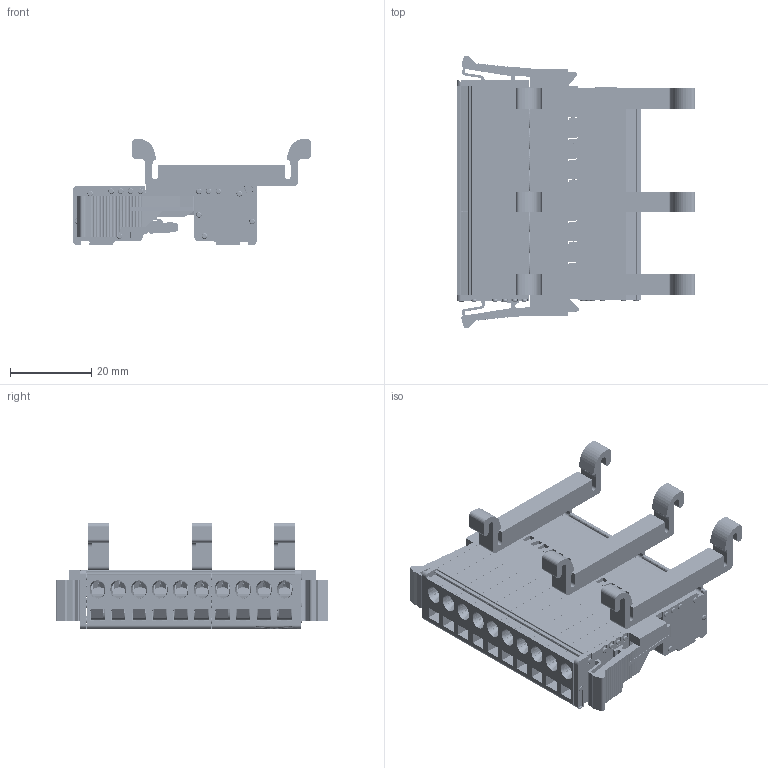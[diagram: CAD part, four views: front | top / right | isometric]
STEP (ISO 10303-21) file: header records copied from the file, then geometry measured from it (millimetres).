
FILE_DESCRIPTION(/* description */ ('Unknown'),/* implementation_level */ '2;1');
FILE_NAME(/* name */ 'DPSC5_08WF_10W_3D_SOLID_MODEL',/* time_stamp */ '2025-02-14T17:16:07+06:00',/* author */ ('Unknown'),/* organization */ ('Unknown'),/* preprocessor_version */ 'ST-DEVELOPER v16.7',/* originating_system */ 'Solid Edge',/* authorisation */ 'Unknown');
FILE_SCHEMA (('AUTOMOTIVE_DESIGN {1 0 10303 214 3 1 1}'));
Products named in the file (1): DPSC5_08WF_10W_3D_SOLID_MODEL
Bounding box: 58.61 x 67.09 x 26.15 mm (x, y, z)
Volume: 23445.2 mm3; surface area: 43386.5 mm2
Topology: 1 solids, 197 shells, 8358 faces, 24444 edges, 16010 vertices
Faces by surface type: plane 5571, cylinder 2124, torus 374, bspline 220, cone 47, sphere 22
Full cylindrical faces by diameter (mm): 0.6 x43, 1.3 x287, 1.8 x1, 2.9 x10, 3.7 x10
Entity records: 331563 total; most frequent: CARTESIAN_POINT 54663, ORIENTED_EDGE 46684, DIRECTION 43251, EDGE_CURVE 23342, LINE 17081, VECTOR 17081, VERTEX_POINT 15585, AXIS2_PLACEMENT_3D 13085
